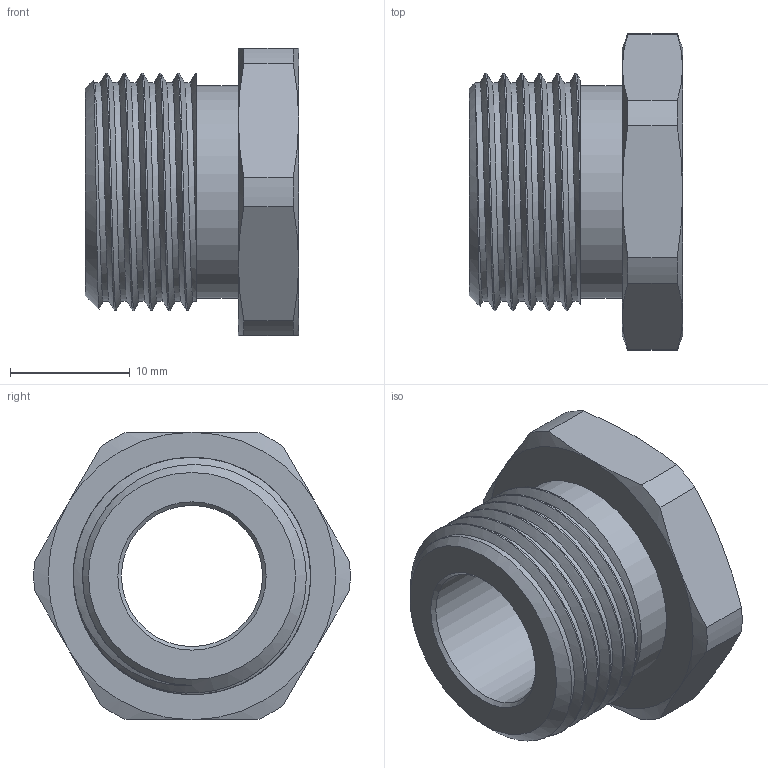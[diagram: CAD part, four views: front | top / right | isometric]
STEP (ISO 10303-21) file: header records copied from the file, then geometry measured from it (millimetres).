
FILE_DESCRIPTION(/* description */ ('A2LBF Ex NPT 1/2", Größe 16'),/* implementation_level */ '2;1');
FILE_NAME(/* name */ '77051301-RST.stp',/* time_stamp */ '2023-07-11T14:04:38+02:00',/* author */ ('sl'),/* organization */ (''),/* preprocessor_version */ 'ST-DEVELOPER v16.5',/* originating_system */ 'Autodesk Inventor 2017',/* authorisation */ '');
FILE_SCHEMA (('AUTOMOTIVE_DESIGN { 1 0 10303 214 3 1 1 }'));
Length unit declared in the file: millimetre
Products named in the file (1): 77051301
Bounding box: 17.8 x 26.39 x 24 mm (x, y, z)
Volume: 3945.3 mm3; surface area: 2851.2 mm2
Topology: 1 solids, 1 shells, 37 faces, 85 edges, 52 vertices
Faces by surface type: cone 14, cylinder 10, plane 10, bspline 2, torus 1
Full cylindrical faces by diameter (mm): 11.78 x1, 17.76 x1
Entity records: 2132 total; most frequent: CARTESIAN_POINT 1352, ORIENTED_EDGE 158, DIRECTION 154, EDGE_CURVE 79, AXIS2_PLACEMENT_3D 71, VERTEX_POINT 51, EDGE_LOOP 46, FACE_OUTER_BOUND 37
